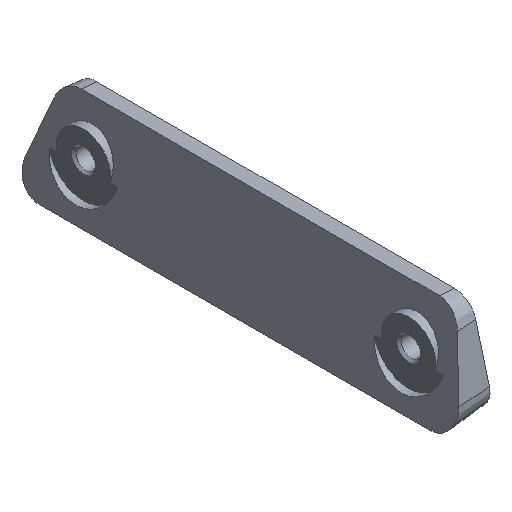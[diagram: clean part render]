
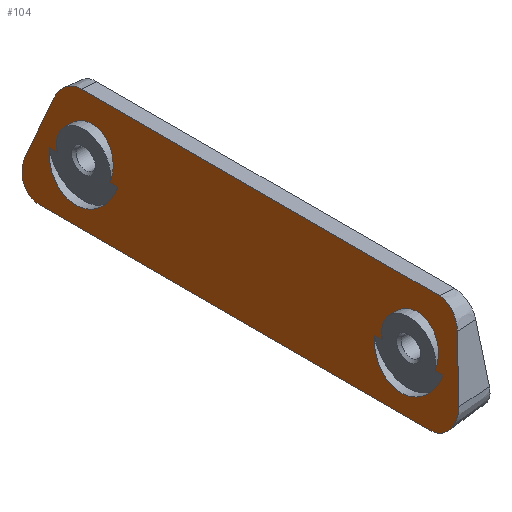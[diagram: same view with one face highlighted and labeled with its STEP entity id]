
A CAD part, isometric view. The second image highlights one B-rep face of the part: STEP entity #104.
In plain terms, the highlighted planar face has unit normal (-0.966, 0, 0.259).
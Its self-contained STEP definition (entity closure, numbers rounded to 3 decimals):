
#32 = EDGE_CURVE('',#33,#35,#37,.T.);
#33 = VERTEX_POINT('',#34);
#34 = CARTESIAN_POINT('',(-32.8,9.431,16.216));
#35 = VERTEX_POINT('',#36);
#36 = CARTESIAN_POINT('',(-32.8,8.411,16.216));
#37 = LINE('',#38,#39);
#38 = CARTESIAN_POINT('',(-32.8,2.5,16.216));
#39 = VECTOR('',#40,1.);
#40 = DIRECTION('',(0.,-1.,0.));
#43 = VERTEX_POINT('',#44);
#44 = CARTESIAN_POINT('',(-32.8,0.569,16.216));
#51 = EDGE_CURVE('',#52,#43,#54,.T.);
#52 = VERTEX_POINT('',#53);
#53 = CARTESIAN_POINT('',(-32.8,1.589,16.216));
#54 = LINE('',#55,#56);
#55 = CARTESIAN_POINT('',(-32.8,2.5,16.216));
#56 = VECTOR('',#57,1.);
#57 = DIRECTION('',(0.,-1.,0.));
#104 = ADVANCED_FACE('',(#105,#175,#202),#247,.T.);
#105 = FACE_BOUND('',#106,.T.);
#106 = EDGE_LOOP('',(#107,#117,#126,#134,#143,#151,#160,#168));
#107 = ORIENTED_EDGE('',*,*,#108,.F.);
#108 = EDGE_CURVE('',#109,#111,#113,.T.);
#109 = VERTEX_POINT('',#110);
#110 = CARTESIAN_POINT('',(-30.976,7.09,
    23.023));
#111 = VERTEX_POINT('',#112);
#112 = CARTESIAN_POINT('',(-30.976,-39.09,
    23.023));
#113 = LINE('',#114,#115);
#114 = CARTESIAN_POINT('',(-30.976,-19.545,
    23.023));
#115 = VECTOR('',#116,1.);
#116 = DIRECTION('',(0.,-1.,0.));
#117 = ORIENTED_EDGE('',*,*,#118,.T.);
#118 = EDGE_CURVE('',#109,#119,#121,.T.);
#119 = VERTEX_POINT('',#120);
#120 = CARTESIAN_POINT('',(-31.573,10.061,
    20.796));
#121 = ELLIPSE('',#122,3.205,3.095);
#122 = AXIS2_PLACEMENT_3D('',#123,#124,#125);
#123 = CARTESIAN_POINT('',(-31.805,7.09,
    19.927));
#124 = DIRECTION('',(-0.966,0.,0.259));
#125 = DIRECTION('',(-0.259,0.,-0.966));
#126 = ORIENTED_EDGE('',*,*,#127,.F.);
#127 = EDGE_CURVE('',#128,#119,#130,.T.);
#128 = VERTEX_POINT('',#129);
#129 = CARTESIAN_POINT('',(-33.338,11.986,
    14.206));
#130 = LINE('',#131,#132);
#131 = CARTESIAN_POINT('',(-31.86,10.374,
    19.724));
#132 = VECTOR('',#133,1.);
#133 = DIRECTION('',(0.249,-0.272,0.93));
#134 = ORIENTED_EDGE('',*,*,#135,.T.);
#135 = EDGE_CURVE('',#128,#136,#138,.T.);
#136 = VERTEX_POINT('',#137);
#137 = CARTESIAN_POINT('',(-34.281,9.35,
    10.688));
#138 = ELLIPSE('',#139,2.845,2.747);
#139 = AXIS2_PLACEMENT_3D('',#140,#141,#142);
#140 = CARTESIAN_POINT('',(-33.545,9.35,
    13.436));
#141 = DIRECTION('',(-0.966,0.,0.259));
#142 = DIRECTION('',(-0.259,0.,-0.966));
#143 = ORIENTED_EDGE('',*,*,#144,.F.);
#144 = EDGE_CURVE('',#145,#136,#147,.T.);
#145 = VERTEX_POINT('',#146);
#146 = CARTESIAN_POINT('',(-34.281,-41.35,
    10.688));
#147 = LINE('',#148,#149);
#148 = CARTESIAN_POINT('',(-34.281,4.675,
    10.688));
#149 = VECTOR('',#150,1.);
#150 = DIRECTION('',(0.,1.,0.));
#151 = ORIENTED_EDGE('',*,*,#152,.T.);
#152 = EDGE_CURVE('',#145,#153,#155,.T.);
#153 = VERTEX_POINT('',#154);
#154 = CARTESIAN_POINT('',(-33.338,-43.986,
    14.206));
#155 = ELLIPSE('',#156,2.845,2.747);
#156 = AXIS2_PLACEMENT_3D('',#157,#158,#159);
#157 = CARTESIAN_POINT('',(-33.545,-41.35,
    13.436));
#158 = DIRECTION('',(-0.966,0.,0.259));
#159 = DIRECTION('',(-0.259,0.,-0.966));
#160 = ORIENTED_EDGE('',*,*,#161,.F.);
#161 = EDGE_CURVE('',#162,#153,#164,.T.);
#162 = VERTEX_POINT('',#163);
#163 = CARTESIAN_POINT('',(-31.573,-42.061,
    20.796));
#164 = LINE('',#165,#166);
#165 = CARTESIAN_POINT('',(-30.777,-41.193,
    23.764));
#166 = VECTOR('',#167,1.);
#167 = DIRECTION('',(-0.249,-0.272,-0.93));
#168 = ORIENTED_EDGE('',*,*,#169,.T.);
#169 = EDGE_CURVE('',#162,#111,#170,.T.);
#170 = ELLIPSE('',#171,3.205,3.095);
#171 = AXIS2_PLACEMENT_3D('',#172,#173,#174);
#172 = CARTESIAN_POINT('',(-31.805,-39.09,
    19.927));
#173 = DIRECTION('',(-0.966,0.,0.259));
#174 = DIRECTION('',(-0.259,0.,-0.966));
#175 = FACE_BOUND('',#176,.T.);
#176 = EDGE_LOOP('',(#177,#186,#187,#194,#195));
#177 = ORIENTED_EDGE('',*,*,#178,.F.);
#178 = EDGE_CURVE('',#52,#179,#181,.T.);
#179 = VERTEX_POINT('',#180);
#180 = CARTESIAN_POINT('',(-32.59,1.5,17.));
#181 = ELLIPSE('',#182,3.623,3.5);
#182 = AXIS2_PLACEMENT_3D('',#183,#184,#185);
#183 = CARTESIAN_POINT('',(-32.59,5.,17.));
#184 = DIRECTION('',(-0.966,0.,0.259));
#185 = DIRECTION('',(-0.259,0.,-0.966));
#186 = ORIENTED_EDGE('',*,*,#51,.T.);
#187 = ORIENTED_EDGE('',*,*,#188,.F.);
#188 = EDGE_CURVE('',#33,#43,#189,.T.);
#189 = ELLIPSE('',#190,4.659,4.5);
#190 = AXIS2_PLACEMENT_3D('',#191,#192,#193);
#191 = CARTESIAN_POINT('',(-32.59,5.,17.));
#192 = DIRECTION('',(-0.966,0.,0.259));
#193 = DIRECTION('',(0.259,0.,0.966));
#194 = ORIENTED_EDGE('',*,*,#32,.T.);
#195 = ORIENTED_EDGE('',*,*,#196,.F.);
#196 = EDGE_CURVE('',#179,#35,#197,.T.);
#197 = ELLIPSE('',#198,3.623,3.5);
#198 = AXIS2_PLACEMENT_3D('',#199,#200,#201);
#199 = CARTESIAN_POINT('',(-32.59,5.,17.));
#200 = DIRECTION('',(-0.966,0.,0.259));
#201 = DIRECTION('',(-0.259,0.,-0.966));
#202 = FACE_BOUND('',#203,.T.);
#203 = EDGE_LOOP('',(#204,#215,#223,#232,#240));
#204 = ORIENTED_EDGE('',*,*,#205,.F.);
#205 = EDGE_CURVE('',#206,#208,#210,.T.);
#206 = VERTEX_POINT('',#207);
#207 = CARTESIAN_POINT('',(-32.8,-40.411,16.216));
#208 = VERTEX_POINT('',#209);
#209 = CARTESIAN_POINT('',(-32.59,-33.5,17.));
#210 = ELLIPSE('',#211,3.623,3.5);
#211 = AXIS2_PLACEMENT_3D('',#212,#213,#214);
#212 = CARTESIAN_POINT('',(-32.59,-37.,17.));
#213 = DIRECTION('',(-0.966,0.,0.259));
#214 = DIRECTION('',(-0.259,0.,-0.966));
#215 = ORIENTED_EDGE('',*,*,#216,.F.);
#216 = EDGE_CURVE('',#217,#206,#219,.T.);
#217 = VERTEX_POINT('',#218);
#218 = CARTESIAN_POINT('',(-32.8,-41.431,16.216));
#219 = LINE('',#220,#221);
#220 = CARTESIAN_POINT('',(-32.8,-18.5,16.216));
#221 = VECTOR('',#222,1.);
#222 = DIRECTION('',(0.,1.,0.));
#223 = ORIENTED_EDGE('',*,*,#224,.F.);
#224 = EDGE_CURVE('',#225,#217,#227,.T.);
#225 = VERTEX_POINT('',#226);
#226 = CARTESIAN_POINT('',(-32.8,-32.569,16.216));
#227 = ELLIPSE('',#228,4.659,4.5);
#228 = AXIS2_PLACEMENT_3D('',#229,#230,#231);
#229 = CARTESIAN_POINT('',(-32.59,-37.,17.));
#230 = DIRECTION('',(-0.966,0.,0.259));
#231 = DIRECTION('',(0.259,0.,0.966));
#232 = ORIENTED_EDGE('',*,*,#233,.F.);
#233 = EDGE_CURVE('',#234,#225,#236,.T.);
#234 = VERTEX_POINT('',#235);
#235 = CARTESIAN_POINT('',(-32.8,-33.589,16.216));
#236 = LINE('',#237,#238);
#237 = CARTESIAN_POINT('',(-32.8,-18.5,16.216));
#238 = VECTOR('',#239,1.);
#239 = DIRECTION('',(0.,1.,0.));
#240 = ORIENTED_EDGE('',*,*,#241,.F.);
#241 = EDGE_CURVE('',#208,#234,#242,.T.);
#242 = ELLIPSE('',#243,3.623,3.5);
#243 = AXIS2_PLACEMENT_3D('',#244,#245,#246);
#244 = CARTESIAN_POINT('',(-32.59,-37.,17.));
#245 = DIRECTION('',(-0.966,0.,0.259));
#246 = DIRECTION('',(-0.259,0.,-0.966));
#247 = PLANE('',#248);
#248 = AXIS2_PLACEMENT_3D('',#249,#250,#251);
#249 = CARTESIAN_POINT('',(-30.774,0.,
    23.775));
#250 = DIRECTION('',(-0.966,0.,0.259));
#251 = DIRECTION('',(-0.259,0.,-0.966));
